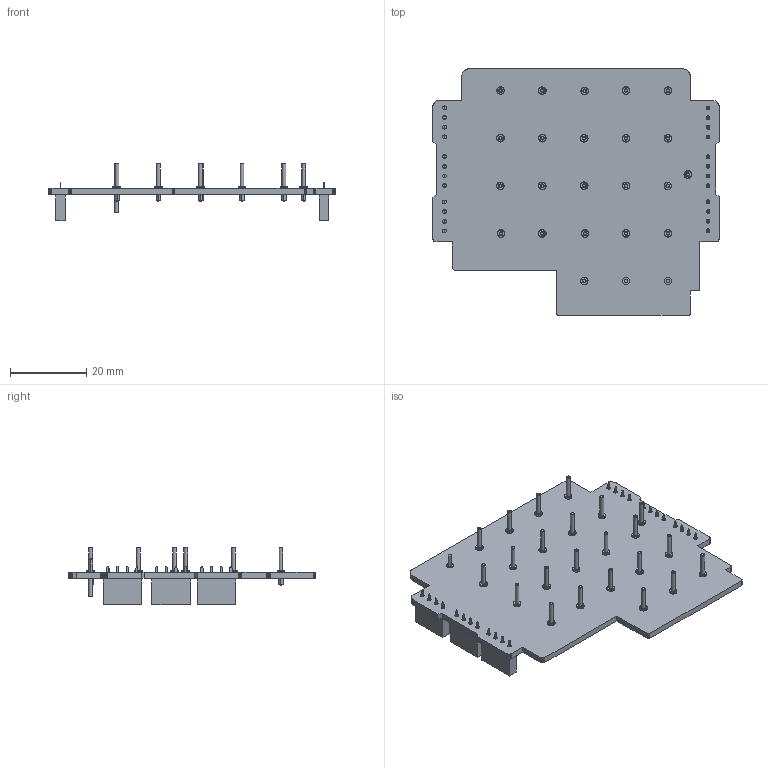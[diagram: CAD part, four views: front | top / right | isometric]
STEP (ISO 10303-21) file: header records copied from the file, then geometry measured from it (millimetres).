
FILE_DESCRIPTION(('KiCad electronic assembly'),'2;1');
FILE_NAME('top.step','2021-12-06T00:43:02',('An Author'),('A Company'), 'Open CASCADE STEP processor 6.9','KiCad to STEP converter','Unknown' );
FILE_SCHEMA(('AUTOMOTIVE_DESIGN { 1 0 10303 214 1 1 1 1 }'));
Length unit declared in the file: millimetre
Products named in the file (6): Open CASCADE STEP translator 6.9 1; Pin_D1.0mm_L10.0mm; SOLID; PinSocket_1x04_P2.54mm_Vertical; COMPOUND
Assembly tree (33 placements, depth 3):
  Open CASCADE STEP translator 6.9 1
    Pin_D1.0mm_L10.0mm  x24
      SOLID
    PinSocket_1x04_P2.54mm_Vertical  x6
      SOLID
    COMPOUND
Bounding box: 75.29 x 64.77 x 15 mm (x, y, z)
Volume: 7844.6 mm3; surface area: 11771 mm2
Topology: 31 solids, 31 shells, 1517 faces, 3741 edges, 2406 vertices
Faces by surface type: plane 1349, cylinder 96, torus 72
Full cylindrical faces by diameter (mm): 1 x72, 2 x24
Entity records: 32967 total; most frequent: CARTESIAN_POINT 5770, DIRECTION 4845, LINE 3649, VECTOR 3649, ORIENTED_EDGE 2570, PCURVE 2570, DEFINITIONAL_REPRESENTATION 2570, EDGE_CURVE 1285
